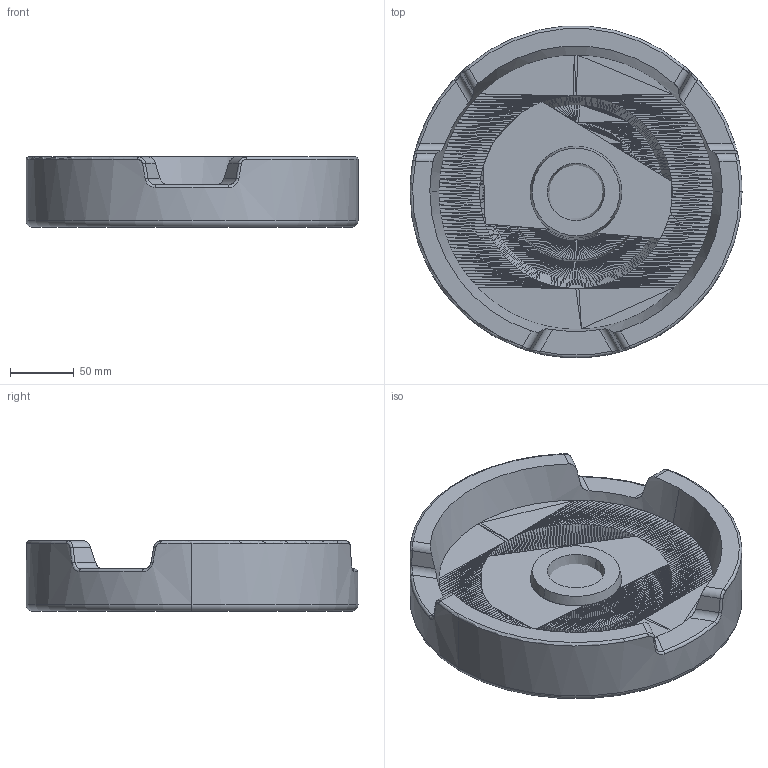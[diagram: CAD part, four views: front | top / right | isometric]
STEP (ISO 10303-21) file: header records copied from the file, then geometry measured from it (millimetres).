
FILE_DESCRIPTION (( 'STEP AP203' ), '1' );
FILE_NAME ('moulos.STEP', '2020-03-25T08:53:36', ( '' ), ( '' ), 'SwSTEP 2.0', 'SolidWorks 2020', '' );
FILE_SCHEMA (( 'CONFIG_CONTROL_DESIGN' ));
Length unit declared in the file: millimetre
Products named in the file (1): moulos
Bounding box: 260 x 260 x 55 mm (x, y, z)
Volume: 1488066.1 mm3; surface area: 172050.7 mm2
Topology: 1 solids, 1 shells, 1939 faces, 3323 edges, 1387 vertices
Faces by surface type: plane 1892, bspline 18, cylinder 14, torus 9, cone 6
Entity records: 42711 total; most frequent: CARTESIAN_POINT 7847, DIRECTION 7186, ORIENTED_EDGE 6646, EDGE_CURVE 3323, LINE 3186, VECTOR 3186, AXIS2_PLACEMENT_3D 2000, EDGE_LOOP 1942
